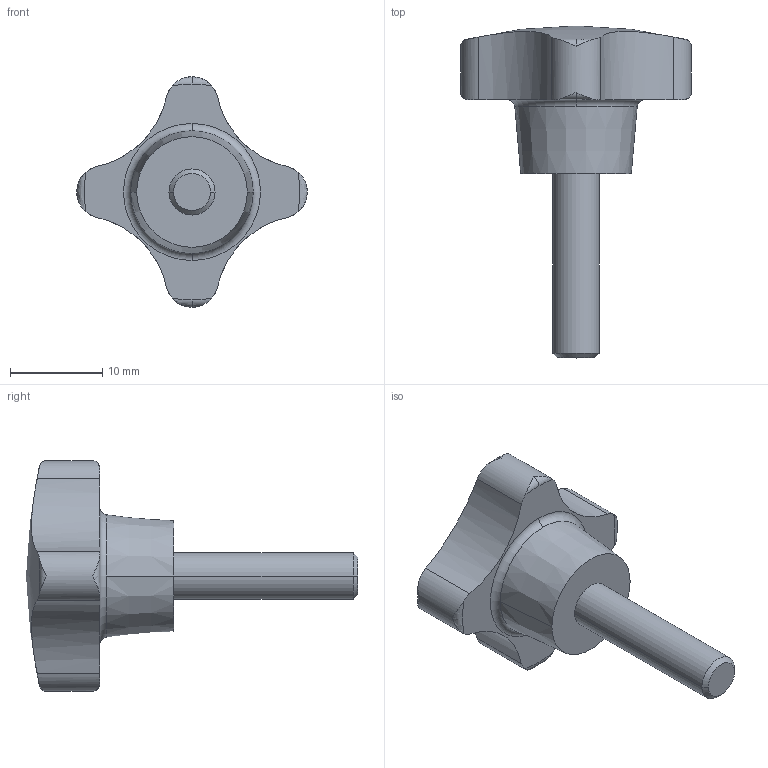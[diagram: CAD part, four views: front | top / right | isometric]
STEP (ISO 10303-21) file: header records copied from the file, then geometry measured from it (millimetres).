
FILE_DESCRIPTION( ( '' ), '1' );
FILE_NAME( 'K0148.505X20.stp', '2012-10-31T15:44:05', ( '' ), ( '' ), ' ', ' ', ' ' );
FILE_SCHEMA( ( 'CONFIG_CONTROL_DESIGN' ) );
Length unit declared in the file: millimetre
Products named in the file (1): 1
Bounding box: 25 x 36 x 25 mm (x, y, z)
Volume: 3653.7 mm3; surface area: 1716.7 mm2
Topology: 1 solids, 1 shells, 32 faces, 87 edges, 59 vertices
Faces by surface type: torus 14, cylinder 10, cone 4, plane 3, sphere 1
Entity records: 1304 total; most frequent: CARTESIAN_POINT 455, ORIENTED_EDGE 174, DIRECTION 170, EDGE_CURVE 87, AXIS2_PLACEMENT_3D 78, VERTEX_POINT 59, CIRCLE 45, EDGE_LOOP 34
